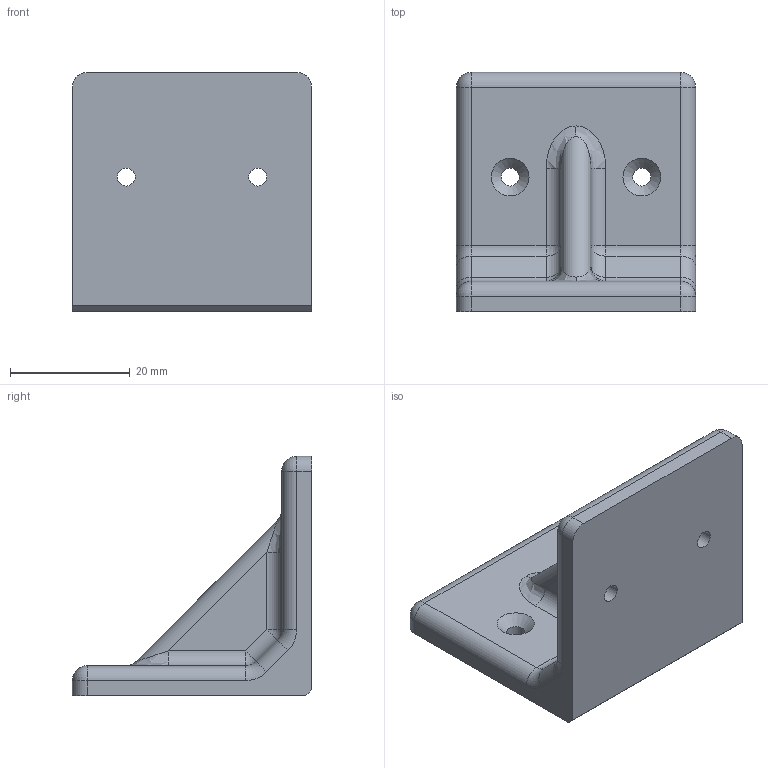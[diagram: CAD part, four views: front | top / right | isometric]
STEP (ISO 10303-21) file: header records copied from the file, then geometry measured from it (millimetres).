
FILE_DESCRIPTION(('STEP AP203'), '1');
FILE_NAME('40mm_3mm_DIN963_DIN965', '', ('UNSPECIFIED'), ('UNSPECIFIED'), 'C3D Converter', 'C3D Toolkit', '');
FILE_SCHEMA(('CONFIG_CONTROL_DESIGN'));
Length unit declared in the file: millimetre
Bounding box: 40 x 40 x 40 mm (x, y, z)
Volume: 16489.9 mm3; surface area: 7258.4 mm2
Topology: 1 solids, 1 shells, 60 faces, 142 edges, 76 vertices
Faces by surface type: cylinder 27, plane 13, sphere 8, cone 4, bspline 4, torus 4
Full cylindrical faces by diameter (mm): 3 x4
Entity records: 2408 total; most frequent: CARTESIAN_POINT 571, DIRECTION 294, ORIENTED_EDGE 252, EDGE_CURVE 126, AXIS2_PLACEMENT_3D 119, EDGE_LOOP 76, VERTEX_POINT 76, CIRCLE 62
